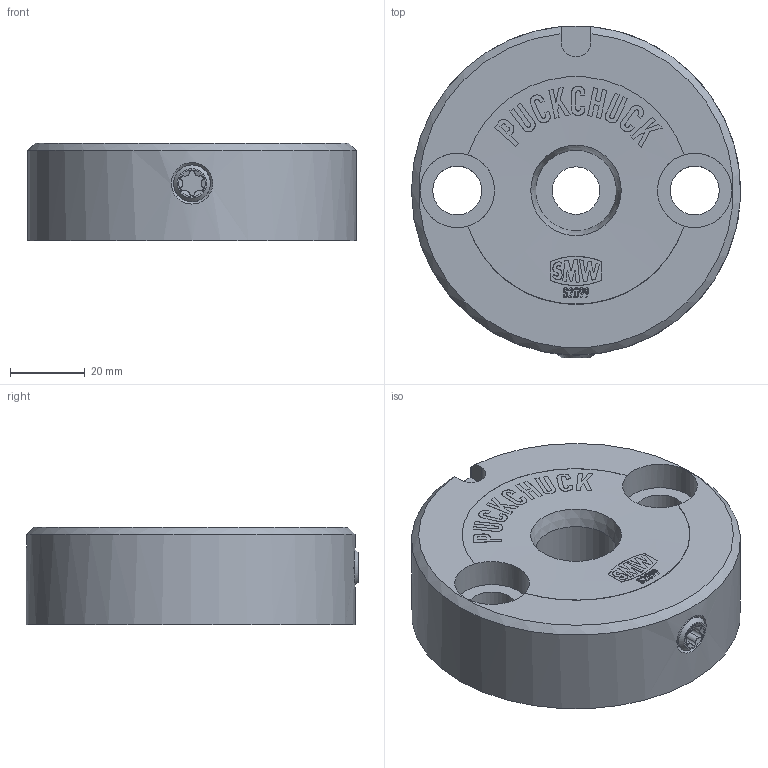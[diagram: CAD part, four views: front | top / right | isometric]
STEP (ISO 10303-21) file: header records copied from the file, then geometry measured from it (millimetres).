
FILE_DESCRIPTION(/* description */ (''),/* implementation_level */ '2;1');
FILE_NAME(/* name */ 'Lite Puck Solid Model.step',/* time_stamp */ '2025-10-30T13:24:27-04:00',/* author */ (''),/* organization */ (''),/* preprocessor_version */ 'ST-DEVELOPER v20.1',/* originating_system */ 'Autodesk Translation Framework v14.17.0.0',/* authorisation */ '');
FILE_SCHEMA (('AUTOMOTIVE_DESIGN { 1 0 10303 214 3 1 1 }'));
Length unit declared in the file: inch
Products named in the file (3): Lite Puck Share Version; Puck; [B1963] Clamping Screw v24
Assembly tree (2 placements, depth 2):
  Lite Puck Share Version
    Puck
    [B1963] Clamping Screw v24
Bounding box: 87.99 x 88.77 x 26.04 mm (x, y, z)
Volume: 139193.5 mm3; surface area: 22430.7 mm2
Topology: 1 solids, 1 shells, 451 faces, 1276 edges, 850 vertices
Faces by surface type: bspline 264, plane 134, cone 27, cylinder 26
Full cylindrical faces by diameter (mm): 9.85 x1, 12.7 x1, 13.081 x2, 19.939 x2, 21.59 x1, 87.993 x1
Entity records: 23306 total; most frequent: CARTESIAN_POINT 14054, ORIENTED_EDGE 2552, EDGE_CURVE 1276, DIRECTION 901, VERTEX_POINT 850, B_SPLINE_CURVE_WITH_KNOTS 553, EDGE_LOOP 480, FACE_OUTER_BOUND 451
